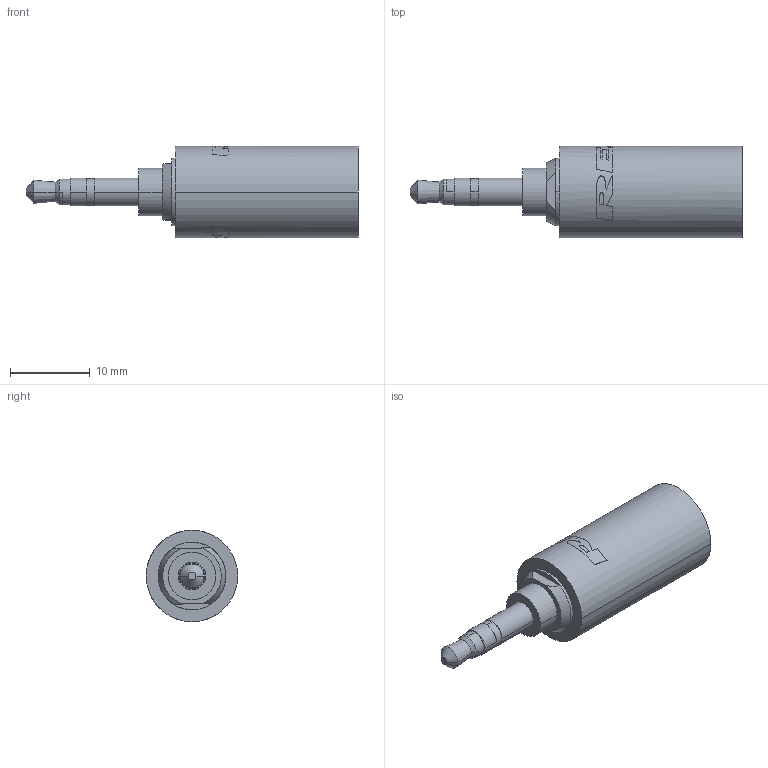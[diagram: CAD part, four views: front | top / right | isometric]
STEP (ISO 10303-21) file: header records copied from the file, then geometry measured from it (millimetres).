
FILE_DESCRIPTION((''),'2;1');
FILE_NAME('PRT0073','2021-03-17T',('zyj'),(''),'PRO/ENGINEER BY PARAMETRIC TECHNOLOGY CORPORATION, 2013040','PRO/ENGINEER BY PARAMETRIC TECHNOLOGY CORPORATION, 2013040','');
FILE_SCHEMA(('CONFIG_CONTROL_DESIGN','SHAPE_APPEARANCE_LAYERS_GROUPS'));
Length unit declared in the file: millimetre
Products named in the file (1): PRT0073
Bounding box: 41.75 x 11.5 x 11.5 mm (x, y, z)
Volume: 1480.3 mm3; surface area: 2126.7 mm2
Topology: 2 solids, 2 shells, 126 faces, 314 edges, 205 vertices
Faces by surface type: plane 44, cylinder 38, bspline 25, cone 15, torus 4
Entity records: 4874 total; most frequent: CARTESIAN_POINT 1886, ORIENTED_EDGE 624, DIRECTION 586, EDGE_CURVE 312, AXIS2_PLACEMENT_3D 239, VERTEX_POINT 205, EDGE_LOOP 145, CIRCLE 138
